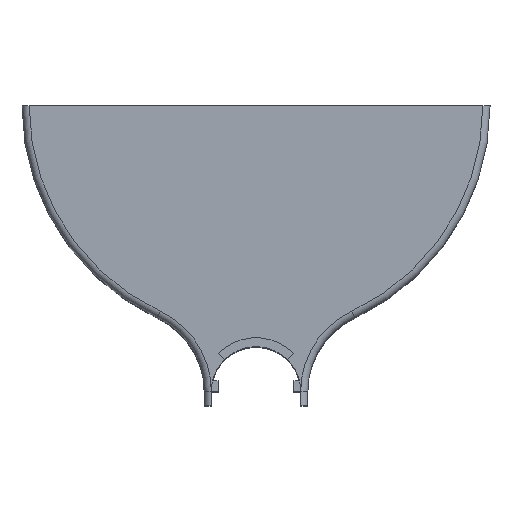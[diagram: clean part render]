
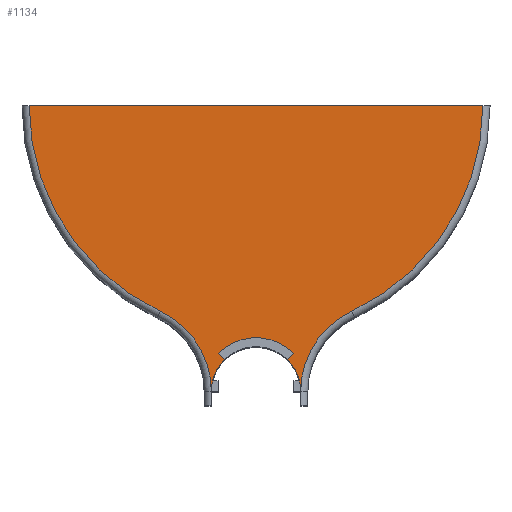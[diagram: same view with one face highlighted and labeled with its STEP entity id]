
A CAD part, top view. The second image highlights one B-rep face of the part: STEP entity #1134.
In plain terms, the highlighted planar face has unit normal (0, 0, 1).
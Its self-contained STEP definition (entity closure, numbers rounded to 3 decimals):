
#59 = CIRCLE ( 'NONE', #606, 24.745 ) ;
#63 = CIRCLE ( 'NONE', #608, 63.5 ) ;
#65 = LINE ( 'NONE', #292, #67 ) ;
#66 = CIRCLE ( 'NONE', #605, 12.5 ) ;
#67 = VECTOR ( 'NONE', #306, 1000. ) ;
#68 = LINE ( 'NONE', #310, #70 ) ;
#70 = VECTOR ( 'NONE', #311, 1000. ) ;
#73 = CIRCLE ( 'NONE', #599, 63.5 ) ;
#74 = CIRCLE ( 'NONE', #597, 12.5 ) ;
#75 = CIRCLE ( 'NONE', #598, 24.745 ) ;
#76 = LINE ( 'NONE', #329, #78 ) ;
#78 = VECTOR ( 'NONE', #330, 1000. ) ;
#80 = CIRCLE ( 'NONE', #586, 15. ) ;
#147 = CARTESIAN_POINT ( 'NONE',  ( 12.5, 0., 119. ) ) ;
#150 = CARTESIAN_POINT ( 'NONE',  ( -63.5, 80., 119. ) ) ;
#154 = CARTESIAN_POINT ( 'NONE',  ( 8.839, 8.839, 119. ) ) ;
#292 = CARTESIAN_POINT ( 'NONE',  ( 8.839, 8.839, 119. ) ) ;
#306 = DIRECTION ( 'NONE',  ( 0.707, 0.707, 0. ) ) ;
#307 = CARTESIAN_POINT ( 'NONE',  ( 0., 80., 119. ) ) ;
#308 = DIRECTION ( 'NONE',  ( 0., 0., 1. ) ) ;
#309 = DIRECTION ( 'NONE',  ( -1., 0., 0. ) ) ;
#310 = CARTESIAN_POINT ( 'NONE',  ( -65.5, 80., 119. ) ) ;
#311 = DIRECTION ( 'NONE',  ( -1., 0., 0. ) ) ;
#312 = CARTESIAN_POINT ( 'NONE',  ( 37.245, 0., 119. ) ) ;
#313 = DIRECTION ( 'NONE',  ( 0., 0., -1. ) ) ;
#314 = DIRECTION ( 'NONE',  ( -1., 0., 0. ) ) ;
#315 = CARTESIAN_POINT ( 'NONE',  ( 0., 0., 119. ) ) ;
#316 = DIRECTION ( 'NONE',  ( 0., 0., 1. ) ) ;
#317 = DIRECTION ( 'NONE',  ( 1., 0., 0. ) ) ;
#326 = CARTESIAN_POINT ( 'NONE',  ( 0., 80., 119. ) ) ;
#327 = DIRECTION ( 'NONE',  ( 0., 0., 1. ) ) ;
#328 = DIRECTION ( 'NONE',  ( -1., 0., 0. ) ) ;
#329 = CARTESIAN_POINT ( 'NONE',  ( -8.839, 8.839, 119. ) ) ;
#330 = DIRECTION ( 'NONE',  ( 0.707, -0.707, 0. ) ) ;
#331 = CARTESIAN_POINT ( 'NONE',  ( -37.245, 0., 119. ) ) ;
#332 = DIRECTION ( 'NONE',  ( 0., 0., -1. ) ) ;
#333 = DIRECTION ( 'NONE',  ( -1., 0., 0. ) ) ;
#334 = CARTESIAN_POINT ( 'NONE',  ( 0., 0., 119. ) ) ;
#335 = DIRECTION ( 'NONE',  ( 0., 0., 1. ) ) ;
#336 = DIRECTION ( 'NONE',  ( 1., 0., 0. ) ) ;
#339 = CARTESIAN_POINT ( 'NONE',  ( 0., 0., 119. ) ) ;
#340 = DIRECTION ( 'NONE',  ( 0., 0., 1. ) ) ;
#341 = DIRECTION ( 'NONE',  ( 1., 0., 0. ) ) ;
#456 = FACE_OUTER_BOUND ( 'NONE', #768, .T. ) ;
#510 = VERTEX_POINT ( 'NONE', #154 ) ;
#511 = VERTEX_POINT ( 'NONE', #150 ) ;
#512 = VERTEX_POINT ( 'NONE', #147 ) ;
#586 = AXIS2_PLACEMENT_3D ( 'NONE', #339, #340, #341 ) ;
#597 = AXIS2_PLACEMENT_3D ( 'NONE', #334, #335, #336 ) ;
#598 = AXIS2_PLACEMENT_3D ( 'NONE', #331, #332, #333 ) ;
#599 = AXIS2_PLACEMENT_3D ( 'NONE', #326, #327, #328 ) ;
#605 = AXIS2_PLACEMENT_3D ( 'NONE', #315, #316, #317 ) ;
#606 = AXIS2_PLACEMENT_3D ( 'NONE', #312, #313, #314 ) ;
#608 = AXIS2_PLACEMENT_3D ( 'NONE', #307, #308, #309 ) ;
#621 = EDGE_CURVE ( 'NONE', #880, #881, #63, .T. ) ;
#622 = EDGE_CURVE ( 'NONE', #512, #880, #59, .T. ) ;
#623 = EDGE_CURVE ( 'NONE', #510, #878, #65, .T. ) ;
#624 = EDGE_CURVE ( 'NONE', #512, #510, #66, .T. ) ;
#625 = EDGE_CURVE ( 'NONE', #881, #511, #68, .T. ) ;
#633 = EDGE_CURVE ( 'NONE', #511, #753, #73, .T. ) ;
#634 = EDGE_CURVE ( 'NONE', #753, #879, #75, .T. ) ;
#639 = EDGE_CURVE ( 'NONE', #1175, #879, #74, .T. ) ;
#641 = EDGE_CURVE ( 'NONE', #882, #1175, #76, .T. ) ;
#643 = EDGE_CURVE ( 'NONE', #878, #882, #80, .T. ) ;
#753 = VERTEX_POINT ( 'NONE', #1485 ) ;
#768 = EDGE_LOOP ( 'NONE', ( #898, #897, #965, #966, #964, #1004, #1005, #1176, #1177, #1178 ) ) ;
#818 = AXIS2_PLACEMENT_3D ( 'NONE', #1461, #1453, #1452 ) ;
#878 = VERTEX_POINT ( 'NONE', #1648 ) ;
#879 = VERTEX_POINT ( 'NONE', #1652 ) ;
#880 = VERTEX_POINT ( 'NONE', #1653 ) ;
#881 = VERTEX_POINT ( 'NONE', #1649 ) ;
#882 = VERTEX_POINT ( 'NONE', #1660 ) ;
#897 = ORIENTED_EDGE ( 'NONE', *, *, #624, .F. ) ;
#898 = ORIENTED_EDGE ( 'NONE', *, *, #623, .F. ) ;
#964 = ORIENTED_EDGE ( 'NONE', *, *, #625, .T. ) ;
#965 = ORIENTED_EDGE ( 'NONE', *, *, #622, .T. ) ;
#966 = ORIENTED_EDGE ( 'NONE', *, *, #621, .T. ) ;
#1004 = ORIENTED_EDGE ( 'NONE', *, *, #633, .T. ) ;
#1005 = ORIENTED_EDGE ( 'NONE', *, *, #634, .T. ) ;
#1134 = ADVANCED_FACE ( 'NONE', ( #456 ), #1455, .F. ) ;
#1175 = VERTEX_POINT ( 'NONE', #1473 ) ;
#1176 = ORIENTED_EDGE ( 'NONE', *, *, #639, .F. ) ;
#1177 = ORIENTED_EDGE ( 'NONE', *, *, #641, .F. ) ;
#1178 = ORIENTED_EDGE ( 'NONE', *, *, #643, .F. ) ;
#1452 = DIRECTION ( 'NONE',  ( -1., 0., 0. ) ) ;
#1453 = DIRECTION ( 'NONE',  ( 0., 0., -1. ) ) ;
#1455 = PLANE ( 'NONE',  #818 ) ;
#1461 = CARTESIAN_POINT ( 'NONE',  ( -10.972, 5., 119. ) ) ;
#1473 = CARTESIAN_POINT ( 'NONE',  ( -8.839, 8.839, 119. ) ) ;
#1485 = CARTESIAN_POINT ( 'NONE',  ( -26.801, 22.433, 119. ) ) ;
#1648 = CARTESIAN_POINT ( 'NONE',  ( 10.607, 10.607, 119. ) ) ;
#1649 = CARTESIAN_POINT ( 'NONE',  ( 63.5, 80., 119. ) ) ;
#1652 = CARTESIAN_POINT ( 'NONE',  ( -12.5, 0., 119. ) ) ;
#1653 = CARTESIAN_POINT ( 'NONE',  ( 26.801, 22.433, 119. ) ) ;
#1660 = CARTESIAN_POINT ( 'NONE',  ( -10.607, 10.607, 119. ) ) ;
